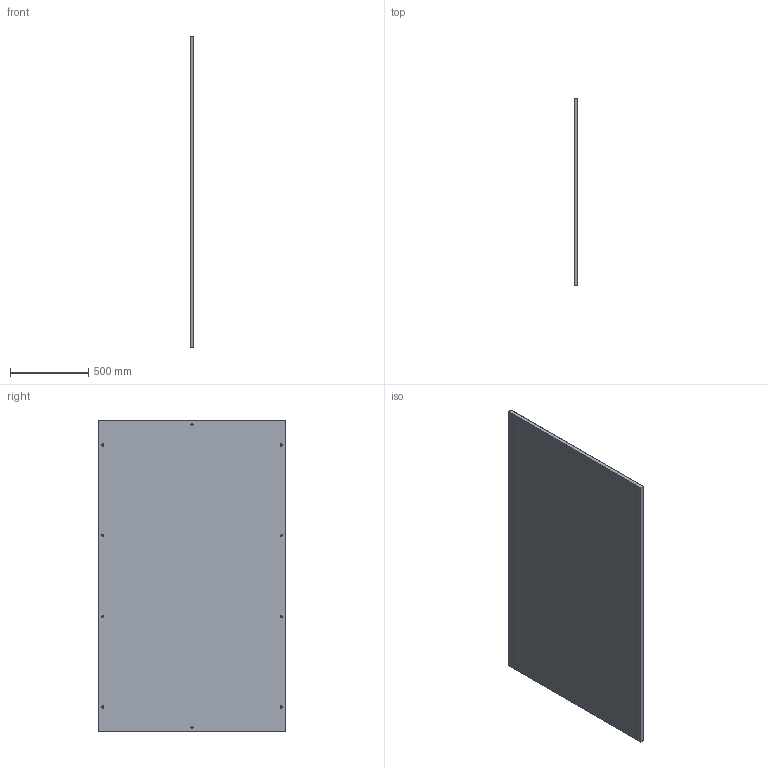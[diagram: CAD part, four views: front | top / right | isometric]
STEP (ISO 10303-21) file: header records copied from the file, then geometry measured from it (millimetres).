
FILE_DESCRIPTION (( 'STEP AP203' ), '1' );
FILE_NAME ('RPE20C.step', '2021-06-30T17:20:30', ( 'ADC123' ), ( 'Microsoft' ), 'SwSTEP 2.0', 'SolidWorks 2021', '' );
FILE_SCHEMA (( 'CONFIG_CONTROL_DESIGN' ));
Length unit declared in the file: inch
Products named in the file (1): RPE20C
Bounding box: 25.2 x 1193 x 1984 mm (x, y, z)
Volume: 4236049.1 mm3; surface area: 5231397.3 mm2
Topology: 17 solids, 17 shells, 379 faces, 934 edges, 622 vertices
Faces by surface type: plane 189, cylinder 158, bspline 20, cone 12
Full cylindrical faces by diameter (mm): 6 x12, 7 x2, 9 x10, 14 x10
Entity records: 13359 total; most frequent: CARTESIAN_POINT 4374, DIRECTION 1880, ORIENTED_EDGE 1736, EDGE_CURVE 868, AXIS2_PLACEMENT_3D 680, VERTEX_POINT 612, LINE 520, VECTOR 520
